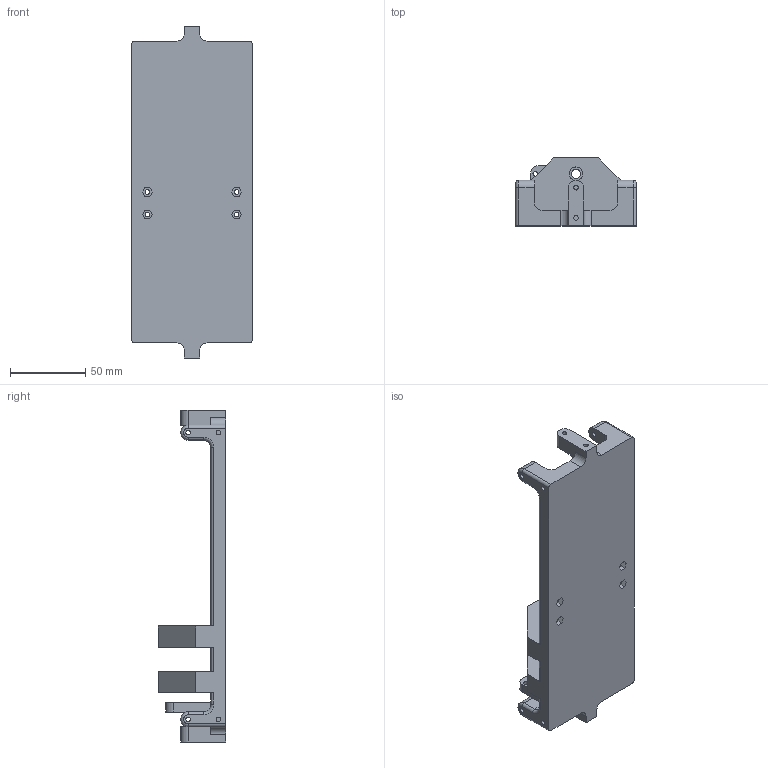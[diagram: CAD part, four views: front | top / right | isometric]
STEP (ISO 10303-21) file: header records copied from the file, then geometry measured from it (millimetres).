
FILE_DESCRIPTION(/* description */ (''),/* implementation_level */ '2;1');
FILE_NAME(/* name */ 'Base.stp',/* time_stamp */ '2023-11-06T16:48:40-08:00',/* author */ ('MVeszpremi'),/* organization */ (''),/* preprocessor_version */ 'ST-DEVELOPER v19',/* originating_system */ 'Autodesk Inventor 2023',/* authorisation */ '');
FILE_SCHEMA (('AUTOMOTIVE_DESIGN { 1 0 10303 214 3 1 1 }'));
Length unit declared in the file: millimetre
Products named in the file (1): Base
Bounding box: 80 x 45 x 220 mm (x, y, z)
Volume: 235342.4 mm3; surface area: 57037.2 mm2
Topology: 1 solids, 1 shells, 152 faces, 386 edges, 253 vertices
Faces by surface type: plane 84, cylinder 60, torus 8
Full cylindrical faces by diameter (mm): 3 x14, 3.1 x4, 6 x2, 9 x1, 16.25 x3
Entity records: 4696 total; most frequent: DIRECTION 818, CARTESIAN_POINT 792, ORIENTED_EDGE 772, EDGE_CURVE 386, AXIS2_PLACEMENT_3D 279, LINE 260, VECTOR 260, VERTEX_POINT 251
